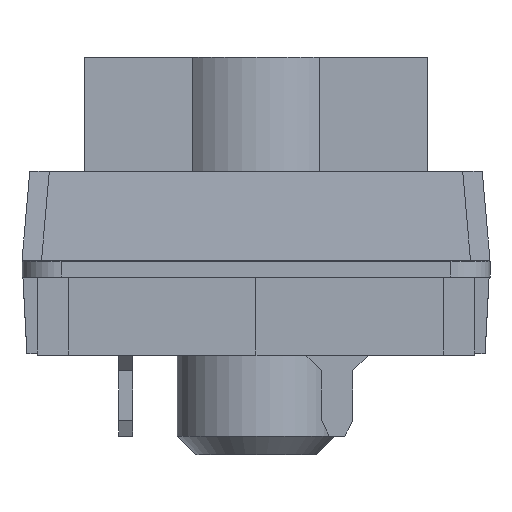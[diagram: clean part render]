
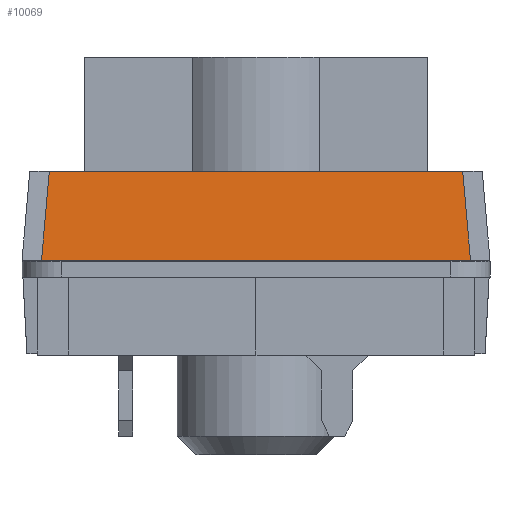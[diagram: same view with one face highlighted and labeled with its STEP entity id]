
A CAD part, front view. The second image highlights one B-rep face of the part: STEP entity #10069.
In plain terms, the highlighted free-form (B-spline) face has degree [1, 1] with [2, 2] control points.
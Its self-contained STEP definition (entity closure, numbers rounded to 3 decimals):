
#7713 = PLANE('',#7714);
#7714 = AXIS2_PLACEMENT_3D('',#7715,#7716,#7717);
#7715 = CARTESIAN_POINT('',(-6.875,6.875,0.));
#7716 = DIRECTION('',(0.,0.,-1.));
#7717 = DIRECTION('',(0.733,-0.68,0.)
  );
#7767 = PLANE('',#7768);
#7768 = AXIS2_PLACEMENT_3D('',#7769,#7770,#7771);
#7769 = CARTESIAN_POINT('',(-6.626,6.626,2.85));
#7770 = DIRECTION('',(0.,0.,-1.));
#7771 = DIRECTION('',(0.734,-0.679,0.)
  );
#8078 = VERTEX_POINT('',#8079);
#8079 = CARTESIAN_POINT('',(6.875,-5.875,0.));
#8093 = B_SPLINE_SURFACE_WITH_KNOTS('',1,1,(
    (#8094,#8095)
    ,(#8096,#8097
    )),.UNSPECIFIED.,.F.,.F.,.F.,(2,2),(2,2),(0.,2.475),(0.,1.),
  .PIECEWISE_BEZIER_KNOTS.);
#8094 = CARTESIAN_POINT('',(6.875,-3.4,0.));
#8095 = CARTESIAN_POINT('',(6.626,-3.151,2.85));
#8096 = CARTESIAN_POINT('',(6.875,-5.875,0.));
#8097 = CARTESIAN_POINT('',(6.626,-5.626,2.85));
#8105 = EDGE_CURVE('',#8078,#8106,#8108,.T.);
#8106 = VERTEX_POINT('',#8107);
#8107 = CARTESIAN_POINT('',(-6.875,-5.875,0.));
#8108 = SURFACE_CURVE('',#8109,(#8113,#8120),.PCURVE_S1.);
#8109 = LINE('',#8110,#8111);
#8110 = CARTESIAN_POINT('',(6.875,-5.875,0.));
#8111 = VECTOR('',#8112,1.);
#8112 = DIRECTION('',(-1.,0.,0.));
#8113 = PCURVE('',#7713,#8114);
#8114 = DEFINITIONAL_REPRESENTATION('',(#8115),#8119);
#8115 = LINE('',#8116,#8117);
#8116 = CARTESIAN_POINT('',(18.752,0.));
#8117 = VECTOR('',#8118,1.);
#8118 = DIRECTION('',(-0.733,0.68));
#8119 = ( GEOMETRIC_REPRESENTATION_CONTEXT(2) 
PARAMETRIC_REPRESENTATION_CONTEXT() REPRESENTATION_CONTEXT('2D SPACE',''
  ) );
#8120 = PCURVE('',#8121,#8126);
#8121 = B_SPLINE_SURFACE_WITH_KNOTS('',1,1,(
    (#8122,#8123)
    ,(#8124,#8125
    )),.UNSPECIFIED.,.F.,.F.,.F.,(2,2),(2,2),(0.,13.75),(0.,1.),
  .PIECEWISE_BEZIER_KNOTS.);
#8122 = CARTESIAN_POINT('',(6.875,-5.875,0.));
#8123 = CARTESIAN_POINT('',(6.626,-5.626,2.85));
#8124 = CARTESIAN_POINT('',(-6.875,-5.875,0.));
#8125 = CARTESIAN_POINT('',(-6.626,-5.626,2.85));
#8126 = DEFINITIONAL_REPRESENTATION('',(#8127),#8131);
#8127 = LINE('',#8128,#8129);
#8128 = CARTESIAN_POINT('',(0.,0.));
#8129 = VECTOR('',#8130,1.);
#8130 = DIRECTION('',(1.,0.));
#8131 = ( GEOMETRIC_REPRESENTATION_CONTEXT(2) 
PARAMETRIC_REPRESENTATION_CONTEXT() REPRESENTATION_CONTEXT('2D SPACE',''
  ) );
#8149 = B_SPLINE_SURFACE_WITH_KNOTS('',1,1,(
    (#8150,#8151)
    ,(#8152,#8153
    )),.UNSPECIFIED.,.F.,.F.,.F.,(2,2),(2,2),(0.,2.475),(0.,1.),
  .PIECEWISE_BEZIER_KNOTS.);
#8150 = CARTESIAN_POINT('',(-6.875,-5.875,0.));
#8151 = CARTESIAN_POINT('',(-6.626,-5.626,2.85));
#8152 = CARTESIAN_POINT('',(-6.875,-3.4,0.));
#8153 = CARTESIAN_POINT('',(-6.626,-3.151,2.85));
#8805 = VERTEX_POINT('',#8806);
#8806 = CARTESIAN_POINT('',(6.626,-5.626,2.85));
#8827 = EDGE_CURVE('',#8805,#8828,#8830,.T.);
#8828 = VERTEX_POINT('',#8829);
#8829 = CARTESIAN_POINT('',(-6.626,-5.626,2.85));
#8830 = SURFACE_CURVE('',#8831,(#8835,#8842),.PCURVE_S1.);
#8831 = LINE('',#8832,#8833);
#8832 = CARTESIAN_POINT('',(6.875,-5.626,2.85));
#8833 = VECTOR('',#8834,1.);
#8834 = DIRECTION('',(-1.,0.,0.));
#8835 = PCURVE('',#7767,#8836);
#8836 = DEFINITIONAL_REPRESENTATION('',(#8837),#8841);
#8837 = LINE('',#8838,#8839);
#8838 = CARTESIAN_POINT('',(18.23,-0.169));
#8839 = VECTOR('',#8840,1.);
#8840 = DIRECTION('',(-0.734,0.679));
#8841 = ( GEOMETRIC_REPRESENTATION_CONTEXT(2) 
PARAMETRIC_REPRESENTATION_CONTEXT() REPRESENTATION_CONTEXT('2D SPACE',''
  ) );
#8842 = PCURVE('',#8121,#8843);
#8843 = DEFINITIONAL_REPRESENTATION('',(#8844),#8847);
#8844 = B_SPLINE_CURVE_WITH_KNOTS('',1,(#8845,#8846),.UNSPECIFIED.,.F.,
  .F.,(2,2),(0.249,13.501),.PIECEWISE_BEZIER_KNOTS.);
#8845 = CARTESIAN_POINT('',(0.,1.));
#8846 = CARTESIAN_POINT('',(13.75,1.));
#8847 = ( GEOMETRIC_REPRESENTATION_CONTEXT(2) 
PARAMETRIC_REPRESENTATION_CONTEXT() REPRESENTATION_CONTEXT('2D SPACE',''
  ) );
#10050 = EDGE_CURVE('',#8106,#8828,#10051,.T.);
#10051 = SURFACE_CURVE('',#10052,(#10055,#10062),.PCURVE_S1.);
#10052 = B_SPLINE_CURVE_WITH_KNOTS('',1,(#10053,#10054),.UNSPECIFIED.,
  .F.,.F.,(2,2),(0.,1.),.PIECEWISE_BEZIER_KNOTS.);
#10053 = CARTESIAN_POINT('',(-6.875,-5.875,0.));
#10054 = CARTESIAN_POINT('',(-6.626,-5.626,2.85));
#10055 = PCURVE('',#8149,#10056);
#10056 = DEFINITIONAL_REPRESENTATION('',(#10057),#10061);
#10057 = LINE('',#10058,#10059);
#10058 = CARTESIAN_POINT('',(0.,0.));
#10059 = VECTOR('',#10060,1.);
#10060 = DIRECTION('',(0.,1.));
#10061 = ( GEOMETRIC_REPRESENTATION_CONTEXT(2) 
PARAMETRIC_REPRESENTATION_CONTEXT() REPRESENTATION_CONTEXT('2D SPACE',''
  ) );
#10062 = PCURVE('',#8121,#10063);
#10063 = DEFINITIONAL_REPRESENTATION('',(#10064),#10068);
#10064 = LINE('',#10065,#10066);
#10065 = CARTESIAN_POINT('',(13.75,0.));
#10066 = VECTOR('',#10067,1.);
#10067 = DIRECTION('',(0.,1.));
#10068 = ( GEOMETRIC_REPRESENTATION_CONTEXT(2) 
PARAMETRIC_REPRESENTATION_CONTEXT() REPRESENTATION_CONTEXT('2D SPACE',''
  ) );
#10069 = ADVANCED_FACE('',(#10070),#8121,.F.);
#10070 = FACE_BOUND('',#10071,.F.);
#10071 = EDGE_LOOP('',(#10072,#10073,#10074,#10075));
#10072 = ORIENTED_EDGE('',*,*,#8105,.T.);
#10073 = ORIENTED_EDGE('',*,*,#10050,.T.);
#10074 = ORIENTED_EDGE('',*,*,#8827,.F.);
#10075 = ORIENTED_EDGE('',*,*,#10076,.F.);
#10076 = EDGE_CURVE('',#8078,#8805,#10077,.T.);
#10077 = SURFACE_CURVE('',#10078,(#10081,#10088),.PCURVE_S1.);
#10078 = B_SPLINE_CURVE_WITH_KNOTS('',1,(#10079,#10080),.UNSPECIFIED.,
  .F.,.F.,(2,2),(0.,1.),.PIECEWISE_BEZIER_KNOTS.);
#10079 = CARTESIAN_POINT('',(6.875,-5.875,0.));
#10080 = CARTESIAN_POINT('',(6.626,-5.626,2.85));
#10081 = PCURVE('',#8121,#10082);
#10082 = DEFINITIONAL_REPRESENTATION('',(#10083),#10087);
#10083 = LINE('',#10084,#10085);
#10084 = CARTESIAN_POINT('',(0.,0.));
#10085 = VECTOR('',#10086,1.);
#10086 = DIRECTION('',(0.,1.));
#10087 = ( GEOMETRIC_REPRESENTATION_CONTEXT(2) 
PARAMETRIC_REPRESENTATION_CONTEXT() REPRESENTATION_CONTEXT('2D SPACE',''
  ) );
#10088 = PCURVE('',#8093,#10089);
#10089 = DEFINITIONAL_REPRESENTATION('',(#10090),#10094);
#10090 = LINE('',#10091,#10092);
#10091 = CARTESIAN_POINT('',(2.475,0.));
#10092 = VECTOR('',#10093,1.);
#10093 = DIRECTION('',(0.,1.));
#10094 = ( GEOMETRIC_REPRESENTATION_CONTEXT(2) 
PARAMETRIC_REPRESENTATION_CONTEXT() REPRESENTATION_CONTEXT('2D SPACE',''
  ) );
